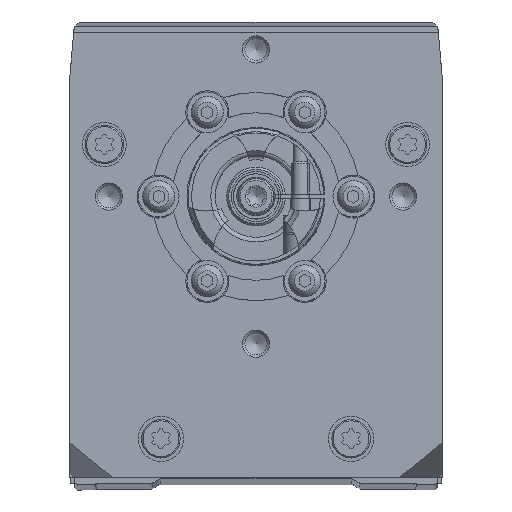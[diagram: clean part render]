
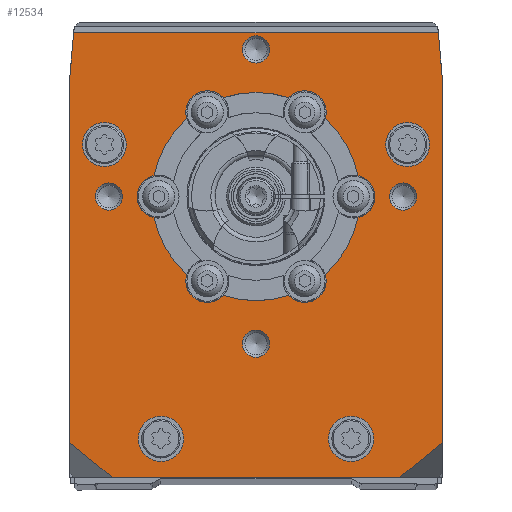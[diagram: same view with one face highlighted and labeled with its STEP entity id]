
A CAD part, top view. The second image highlights one B-rep face of the part: STEP entity #12534.
In plain terms, the highlighted planar face has unit normal (0, 0, 1).
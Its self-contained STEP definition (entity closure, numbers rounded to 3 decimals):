
#336=PLANE('',#14432);
#742=LINE('',#20265,#1773);
#743=LINE('',#20268,#1774);
#744=LINE('',#20270,#1775);
#745=LINE('',#20272,#1776);
#746=LINE('',#20274,#1777);
#747=LINE('',#20276,#1778);
#748=LINE('',#20278,#1779);
#749=LINE('',#20280,#1780);
#1773=VECTOR('',#16130,1000.);
#1774=VECTOR('',#16131,1000.);
#1775=VECTOR('',#16132,1000.);
#1776=VECTOR('',#16133,1000.);
#1777=VECTOR('',#16134,1000.);
#1778=VECTOR('',#16135,1000.);
#1779=VECTOR('',#16136,1000.);
#1780=VECTOR('',#16137,1000.);
#2937=ORIENTED_EDGE('',*,*,#6562,.F.);
#2938=ORIENTED_EDGE('',*,*,#6398,.T.);
#2939=ORIENTED_EDGE('',*,*,#6563,.F.);
#2940=ORIENTED_EDGE('',*,*,#6396,.T.);
#2941=ORIENTED_EDGE('',*,*,#6564,.F.);
#2942=ORIENTED_EDGE('',*,*,#6416,.T.);
#2943=ORIENTED_EDGE('',*,*,#6565,.F.);
#2944=ORIENTED_EDGE('',*,*,#6412,.T.);
#2945=ORIENTED_EDGE('',*,*,#6566,.F.);
#2946=ORIENTED_EDGE('',*,*,#6408,.T.);
#2947=ORIENTED_EDGE('',*,*,#6567,.F.);
#2948=ORIENTED_EDGE('',*,*,#6404,.T.);
#2949=ORIENTED_EDGE('',*,*,#6568,.T.);
#2950=ORIENTED_EDGE('',*,*,#6569,.T.);
#2951=ORIENTED_EDGE('',*,*,#6570,.T.);
#2952=ORIENTED_EDGE('',*,*,#6571,.T.);
#2953=ORIENTED_EDGE('',*,*,#6572,.F.);
#2954=ORIENTED_EDGE('',*,*,#6573,.F.);
#2955=ORIENTED_EDGE('',*,*,#6574,.F.);
#2956=ORIENTED_EDGE('',*,*,#6575,.F.);
#2957=ORIENTED_EDGE('',*,*,#6576,.F.);
#2958=ORIENTED_EDGE('',*,*,#6577,.F.);
#2959=ORIENTED_EDGE('',*,*,#6578,.F.);
#2960=ORIENTED_EDGE('',*,*,#6579,.F.);
#2961=ORIENTED_EDGE('',*,*,#6580,.F.);
#2962=ORIENTED_EDGE('',*,*,#6581,.T.);
#2963=ORIENTED_EDGE('',*,*,#6582,.F.);
#2964=ORIENTED_EDGE('',*,*,#6583,.T.);
#6396=EDGE_CURVE('',#8219,#8218,#9501,.T.);
#6398=EDGE_CURVE('',#8220,#8221,#9502,.T.);
#6404=EDGE_CURVE('',#8227,#8226,#9505,.T.);
#6408=EDGE_CURVE('',#8231,#8230,#9507,.T.);
#6412=EDGE_CURVE('',#8235,#8234,#9509,.T.);
#6416=EDGE_CURVE('',#8239,#8238,#9511,.T.);
#6562=EDGE_CURVE('',#8220,#8226,#9587,.F.);
#6563=EDGE_CURVE('',#8219,#8221,#9588,.F.);
#6564=EDGE_CURVE('',#8239,#8218,#9589,.F.);
#6565=EDGE_CURVE('',#8235,#8238,#9590,.F.);
#6566=EDGE_CURVE('',#8231,#8234,#9591,.F.);
#6567=EDGE_CURVE('',#8227,#8230,#9592,.F.);
#6568=EDGE_CURVE('',#8365,#8365,#9593,.T.);
#6569=EDGE_CURVE('',#8366,#8366,#9594,.T.);
#6570=EDGE_CURVE('',#8367,#8367,#9595,.T.);
#6571=EDGE_CURVE('',#8368,#8368,#9596,.T.);
#6572=EDGE_CURVE('',#8369,#8369,#9597,.T.);
#6573=EDGE_CURVE('',#8370,#8370,#9598,.T.);
#6574=EDGE_CURVE('',#8371,#8371,#9599,.T.);
#6575=EDGE_CURVE('',#8372,#8372,#9600,.T.);
#6576=EDGE_CURVE('',#8373,#8374,#742,.T.);
#6577=EDGE_CURVE('',#8375,#8373,#743,.T.);
#6578=EDGE_CURVE('',#8376,#8375,#744,.T.);
#6579=EDGE_CURVE('',#8377,#8376,#745,.T.);
#6580=EDGE_CURVE('',#8378,#8377,#746,.T.);
#6581=EDGE_CURVE('',#8378,#8379,#747,.T.);
#6582=EDGE_CURVE('',#8380,#8379,#748,.T.);
#6583=EDGE_CURVE('',#8380,#8374,#749,.T.);
#8218=VERTEX_POINT('',#19807);
#8219=VERTEX_POINT('',#19809);
#8220=VERTEX_POINT('',#19813);
#8221=VERTEX_POINT('',#19814);
#8226=VERTEX_POINT('',#19825);
#8227=VERTEX_POINT('',#19827);
#8230=VERTEX_POINT('',#19834);
#8231=VERTEX_POINT('',#19836);
#8234=VERTEX_POINT('',#19843);
#8235=VERTEX_POINT('',#19845);
#8238=VERTEX_POINT('',#19852);
#8239=VERTEX_POINT('',#19854);
#8365=VERTEX_POINT('',#20250);
#8366=VERTEX_POINT('',#20252);
#8367=VERTEX_POINT('',#20254);
#8368=VERTEX_POINT('',#20256);
#8369=VERTEX_POINT('',#20258);
#8370=VERTEX_POINT('',#20260);
#8371=VERTEX_POINT('',#20262);
#8372=VERTEX_POINT('',#20264);
#8373=VERTEX_POINT('',#20266);
#8374=VERTEX_POINT('',#20267);
#8375=VERTEX_POINT('',#20269);
#8376=VERTEX_POINT('',#20271);
#8377=VERTEX_POINT('',#20273);
#8378=VERTEX_POINT('',#20275);
#8379=VERTEX_POINT('',#20277);
#8380=VERTEX_POINT('',#20279);
#9501=CIRCLE('',#14309,23.);
#9502=CIRCLE('',#14311,23.);
#9505=CIRCLE('',#14315,23.);
#9507=CIRCLE('',#14318,23.);
#9509=CIRCLE('',#14321,23.);
#9511=CIRCLE('',#14324,23.);
#9587=CIRCLE('',#14433,4.75);
#9588=CIRCLE('',#14434,4.75);
#9589=CIRCLE('',#14435,4.75);
#9590=CIRCLE('',#14436,4.75);
#9591=CIRCLE('',#14437,4.75);
#9592=CIRCLE('',#14438,4.75);
#9593=CIRCLE('',#14439,3.);
#9594=CIRCLE('',#14440,3.);
#9595=CIRCLE('',#14441,3.);
#9596=CIRCLE('',#14442,3.);
#9597=CIRCLE('',#14443,4.85);
#9598=CIRCLE('',#14444,4.85);
#9599=CIRCLE('',#14445,5.);
#9600=CIRCLE('',#14446,5.);
#10213=EDGE_LOOP('',(#2937,#2938,#2939,#2940,#2941,#2942,#2943,#2944,#2945,
#2946,#2947,#2948));
#10214=EDGE_LOOP('',(#2949));
#10215=EDGE_LOOP('',(#2950));
#10216=EDGE_LOOP('',(#2951));
#10217=EDGE_LOOP('',(#2952));
#10218=EDGE_LOOP('',(#2953));
#10219=EDGE_LOOP('',(#2954));
#10220=EDGE_LOOP('',(#2955));
#10221=EDGE_LOOP('',(#2956));
#10222=EDGE_LOOP('',(#2957,#2958,#2959,#2960,#2961,#2962,#2963,#2964));
#11219=FACE_BOUND('',#10213,.T.);
#11220=FACE_BOUND('',#10214,.T.);
#11221=FACE_BOUND('',#10215,.T.);
#11222=FACE_BOUND('',#10216,.T.);
#11223=FACE_BOUND('',#10217,.T.);
#11224=FACE_BOUND('',#10218,.T.);
#11225=FACE_BOUND('',#10219,.T.);
#11226=FACE_BOUND('',#10220,.T.);
#11227=FACE_BOUND('',#10221,.T.);
#11228=FACE_BOUND('',#10222,.T.);
#12534=ADVANCED_FACE('',(#11219,#11220,#11221,#11222,#11223,#11224,#11225,
#11226,#11227,#11228),#336,.F.);
#14309=AXIS2_PLACEMENT_3D('',#19808,#15801,#15802);
#14311=AXIS2_PLACEMENT_3D('',#19812,#15806,#15807);
#14315=AXIS2_PLACEMENT_3D('',#19826,#15817,#15818);
#14318=AXIS2_PLACEMENT_3D('',#19835,#15825,#15826);
#14321=AXIS2_PLACEMENT_3D('',#19844,#15833,#15834);
#14324=AXIS2_PLACEMENT_3D('',#19853,#15841,#15842);
#14432=AXIS2_PLACEMENT_3D('',#20242,#16100,#16101);
#14433=AXIS2_PLACEMENT_3D('',#20243,#16102,#16103);
#14434=AXIS2_PLACEMENT_3D('',#20244,#16104,#16105);
#14435=AXIS2_PLACEMENT_3D('',#20245,#16106,#16107);
#14436=AXIS2_PLACEMENT_3D('',#20246,#16108,#16109);
#14437=AXIS2_PLACEMENT_3D('',#20247,#16110,#16111);
#14438=AXIS2_PLACEMENT_3D('',#20248,#16112,#16113);
#14439=AXIS2_PLACEMENT_3D('',#20249,#16114,#16115);
#14440=AXIS2_PLACEMENT_3D('',#20251,#16116,#16117);
#14441=AXIS2_PLACEMENT_3D('',#20253,#16118,#16119);
#14442=AXIS2_PLACEMENT_3D('',#20255,#16120,#16121);
#14443=AXIS2_PLACEMENT_3D('',#20257,#16122,#16123);
#14444=AXIS2_PLACEMENT_3D('',#20259,#16124,#16125);
#14445=AXIS2_PLACEMENT_3D('',#20261,#16126,#16127);
#14446=AXIS2_PLACEMENT_3D('',#20263,#16128,#16129);
#15801=DIRECTION('',(0.,0.,-1.));
#15802=DIRECTION('',(-1.,0.,0.));
#15806=DIRECTION('',(0.,0.,-1.));
#15807=DIRECTION('',(-1.,0.,0.));
#15817=DIRECTION('',(0.,0.,-1.));
#15818=DIRECTION('',(-1.,0.,0.));
#15825=DIRECTION('',(0.,0.,-1.));
#15826=DIRECTION('',(-1.,0.,0.));
#15833=DIRECTION('',(0.,0.,-1.));
#15834=DIRECTION('',(-1.,0.,0.));
#15841=DIRECTION('',(0.,0.,-1.));
#15842=DIRECTION('',(-1.,0.,0.));
#16100=DIRECTION('',(0.,0.,-1.));
#16101=DIRECTION('',(-1.,0.,0.));
#16102=DIRECTION('',(0.,0.,-1.));
#16103=DIRECTION('',(-1.,0.,0.));
#16104=DIRECTION('',(0.,0.,-1.));
#16105=DIRECTION('',(-1.,0.,0.));
#16106=DIRECTION('',(0.,0.,-1.));
#16107=DIRECTION('',(-1.,0.,0.));
#16108=DIRECTION('',(0.,0.,-1.));
#16109=DIRECTION('',(-1.,0.,0.));
#16110=DIRECTION('',(0.,0.,-1.));
#16111=DIRECTION('',(-1.,0.,0.));
#16112=DIRECTION('',(0.,0.,-1.));
#16113=DIRECTION('',(-1.,0.,0.));
#16114=DIRECTION('',(0.,0.,-1.));
#16115=DIRECTION('',(-1.,0.,0.));
#16116=DIRECTION('',(0.,0.,-1.));
#16117=DIRECTION('',(-1.,0.,0.));
#16118=DIRECTION('',(0.,0.,-1.));
#16119=DIRECTION('',(-1.,0.,0.));
#16120=DIRECTION('',(0.,0.,-1.));
#16121=DIRECTION('',(-1.,0.,0.));
#16122=DIRECTION('',(0.,0.,1.));
#16123=DIRECTION('',(1.,0.,0.));
#16124=DIRECTION('',(0.,0.,1.));
#16125=DIRECTION('',(1.,0.,0.));
#16126=DIRECTION('',(0.,0.,1.));
#16127=DIRECTION('',(1.,0.,0.));
#16128=DIRECTION('',(0.,0.,1.));
#16129=DIRECTION('',(1.,0.,0.));
#16130=DIRECTION('',(-0.771,0.637,0.));
#16131=DIRECTION('',(-1.,0.,0.));
#16132=DIRECTION('',(-0.771,-0.637,0.));
#16133=DIRECTION('',(0.,-1.,0.));
#16134=DIRECTION('',(0.087,-0.996,0.));
#16135=DIRECTION('',(-1.,0.,0.));
#16136=DIRECTION('',(0.087,0.996,0.));
#16137=DIRECTION('',(0.,-1.,0.));
#19807=CARTESIAN_POINT('',(-15.28,80.691,28.));
#19808=CARTESIAN_POINT('',(0.,63.5,28.));
#19809=CARTESIAN_POINT('',(-22.528,68.138,28.));
#19812=CARTESIAN_POINT('',(0.,63.5,28.));
#19813=CARTESIAN_POINT('',(-15.28,46.309,28.));
#19814=CARTESIAN_POINT('',(-22.528,58.862,28.));
#19825=CARTESIAN_POINT('',(-7.248,41.672,28.));
#19826=CARTESIAN_POINT('',(0.,63.5,28.));
#19827=CARTESIAN_POINT('',(7.248,41.672,28.));
#19834=CARTESIAN_POINT('',(15.28,46.309,28.));
#19835=CARTESIAN_POINT('',(0.,63.5,28.));
#19836=CARTESIAN_POINT('',(22.528,58.862,28.));
#19843=CARTESIAN_POINT('',(22.528,68.138,28.));
#19844=CARTESIAN_POINT('',(0.,63.5,28.));
#19845=CARTESIAN_POINT('',(15.28,80.691,28.));
#19852=CARTESIAN_POINT('',(7.248,85.328,28.));
#19853=CARTESIAN_POINT('',(0.,63.5,28.));
#19854=CARTESIAN_POINT('',(-7.248,85.328,28.));
#20242=CARTESIAN_POINT('',(41.1,100.927,28.));
#20243=CARTESIAN_POINT('',(-10.75,44.88,28.));
#20244=CARTESIAN_POINT('',(-21.5,63.5,28.));
#20245=CARTESIAN_POINT('',(-10.75,82.12,28.));
#20246=CARTESIAN_POINT('',(10.75,82.12,28.));
#20247=CARTESIAN_POINT('',(21.5,63.5,28.));
#20248=CARTESIAN_POINT('',(10.75,44.88,28.));
#20249=CARTESIAN_POINT('',(-32.5,63.5,28.));
#20250=CARTESIAN_POINT('',(-35.5,63.5,28.));
#20251=CARTESIAN_POINT('',(0.,31.,28.));
#20252=CARTESIAN_POINT('',(-3.,31.,28.));
#20253=CARTESIAN_POINT('',(32.5,63.5,28.));
#20254=CARTESIAN_POINT('',(29.5,63.5,28.));
#20255=CARTESIAN_POINT('',(0.,96.,28.));
#20256=CARTESIAN_POINT('',(-3.,96.,28.));
#20257=CARTESIAN_POINT('',(-33.5,75.,28.));
#20258=CARTESIAN_POINT('',(-28.65,75.,28.));
#20259=CARTESIAN_POINT('',(33.5,75.,28.));
#20260=CARTESIAN_POINT('',(38.35,75.,28.));
#20261=CARTESIAN_POINT('',(-21.,10.,28.));
#20262=CARTESIAN_POINT('',(-16.,10.,28.));
#20263=CARTESIAN_POINT('',(21.,10.,28.));
#20264=CARTESIAN_POINT('',(26.,10.,28.));
#20265=CARTESIAN_POINT('',(-37.319,6.056,28.));
#20266=CARTESIAN_POINT('',(-31.807,1.5,28.));
#20267=CARTESIAN_POINT('',(-41.1,9.181,28.));
#20268=CARTESIAN_POINT('',(41.1,1.5,28.));
#20269=CARTESIAN_POINT('',(31.807,1.5,28.));
#20270=CARTESIAN_POINT('',(86.153,46.422,28.));
#20271=CARTESIAN_POINT('',(41.1,9.181,28.));
#20272=CARTESIAN_POINT('',(41.1,100.927,28.));
#20273=CARTESIAN_POINT('',(41.1,90.303,28.));
#20274=CARTESIAN_POINT('',(40.223,100.324,28.));
#20275=CARTESIAN_POINT('',(40.277,99.712,28.));
#20276=CARTESIAN_POINT('',(41.1,99.712,28.));
#20277=CARTESIAN_POINT('',(-40.277,99.712,28.));
#20278=CARTESIAN_POINT('',(-41.807,82.226,28.));
#20279=CARTESIAN_POINT('',(-41.1,90.303,28.));
#20280=CARTESIAN_POINT('',(-41.1,100.927,28.));
